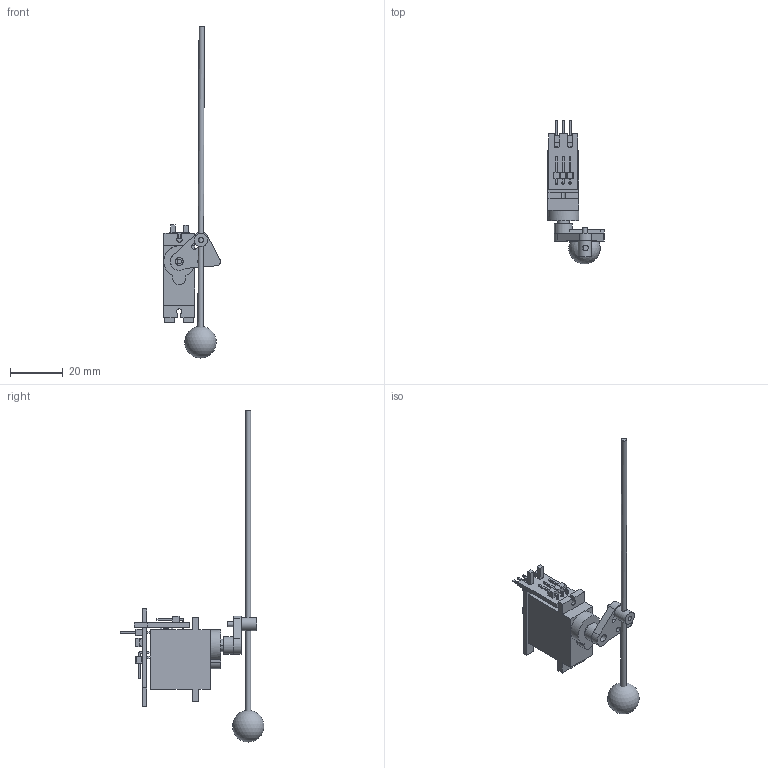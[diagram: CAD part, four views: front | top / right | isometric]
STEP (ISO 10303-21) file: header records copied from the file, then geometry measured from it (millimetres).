
FILE_DESCRIPTION(/* description */ (''),/* implementation_level */ '2;1');
FILE_NAME(/* name */ '88d24dcf-e109-4b67-a732-fd149d7431b9.stp',/* time_stamp */ '2025-10-06T07:03:42Z',/* author */ (''),/* organization */ (''),/* preprocessor_version */ 'ST-DEVELOPER v20.1',/* originating_system */ 'Autodesk Translation Framework v14.21.0.0',/* authorisation */ '');
FILE_SCHEMA (('AUTOMOTIVE_DESIGN { 1 0 10303 214 3 1 1 }'));
Length unit declared in the file: millimetre
Products named in the file (26): Servo Assembly For Black Keys; servo arm; Servo Motor SG90; Servo Slider Arm; Servo-shaft connector; Push Shaft; Pusher Ball; Servo_mount_board; C_0603_1608Metric; SOLID; PinHeader_1x03_P2; SOLID (1); PinHeader_1x03_P2 (1); SOLID (2); TAJC107K010TNJ; COMPOUND; COMPOUND (1); Servo_Temp board; MCP9700T-H_LT; COMPOUND_1; PinHeader_1x03_P2_1; SOLID_1; C_0603_1608Metric_1; C_0603_1608Metric_2; SOLID (1)_1; COMPOUND (1)_1
Assembly tree (26 placements, depth 4):
  Servo Assembly For Black Keys
    servo arm
    Servo Motor SG90
    Servo Slider Arm
    Servo-shaft connector
    Push Shaft
    Pusher Ball
    Servo_mount_board
      C_0603_1608Metric
        SOLID
      PinHeader_1x03_P2
        SOLID (1)
      PinHeader_1x03_P2 (1)
        SOLID (2)
      TAJC107K010TNJ
        COMPOUND
      COMPOUND (1)
    Servo_Temp board
      MCP9700T-H_LT
        COMPOUND_1
      PinHeader_1x03_P2_1
        SOLID_1
      C_0603_1608Metric_1
        SOLID (1)_1
      C_0603_1608Metric_2
        SOLID (1)_1
      COMPOUND (1)_1
Bounding box: 21.58 x 54.57 x 126 mm (x, y, z)
Volume: 9885.1 mm3; surface area: 7043.9 mm2
Topology: 25 solids, 25 shells, 596 faces, 1471 edges, 949 vertices
Faces by surface type: plane 473, cylinder 122, sphere 1
Full cylindrical faces by diameter (mm): 0.156 x1, 1 x15, 1.7 x1, 1.9 x3, 2 x3, 2.9 x1, 3 x1, 4.7 x2, 5 x1, 6.8 x1
Entity records: 17838 total; most frequent: CARTESIAN_POINT 3089, DIRECTION 2843, ORIENTED_EDGE 2794, EDGE_CURVE 1397, LINE 1173, VECTOR 1173, VERTEX_POINT 901, AXIS2_PLACEMENT_3D 835
